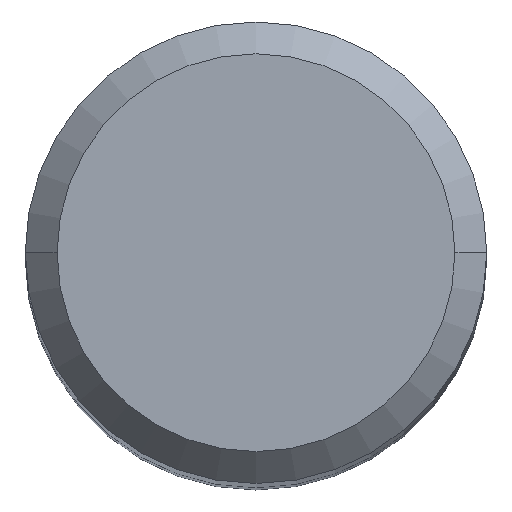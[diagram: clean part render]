
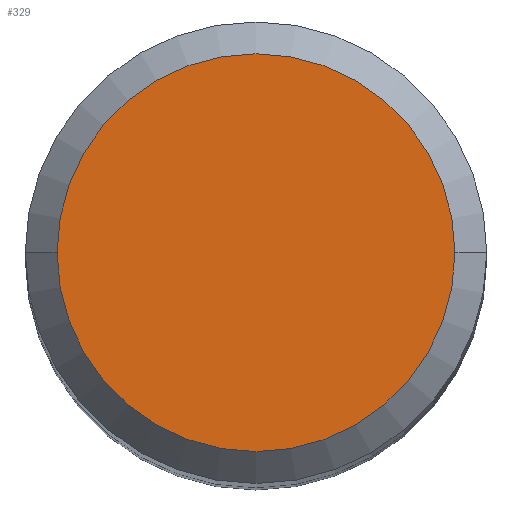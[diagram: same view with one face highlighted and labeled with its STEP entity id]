
A CAD part, top view. The second image highlights one B-rep face of the part: STEP entity #329.
In plain terms, the highlighted planar face has unit normal (0, 0, 1).
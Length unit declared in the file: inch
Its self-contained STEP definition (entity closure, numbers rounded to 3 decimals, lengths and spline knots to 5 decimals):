
#21 = ORIENTED_EDGE ( 'NONE', *, *, #331, .T. ) ;
#37 = PLANE ( 'NONE',  #91 ) ;
#45 = EDGE_LOOP ( 'NONE', ( #21, #354 ) ) ;
#61 = CARTESIAN_POINT ( 'NONE',  ( -0.19515, 0., 0. ) ) ;
#91 = AXIS2_PLACEMENT_3D ( 'NONE', #366, #148, #121 ) ;
#121 = DIRECTION ( 'NONE',  ( -1., 0., 0. ) ) ;
#148 = DIRECTION ( 'NONE',  ( 0., 0., -1. ) ) ;
#181 = VERTEX_POINT ( 'NONE', #268 ) ;
#182 = CIRCLE ( 'NONE', #386, 0.19515 ) ;
#213 = CARTESIAN_POINT ( 'NONE',  ( 0., 0., 0. ) ) ;
#232 = VERTEX_POINT ( 'NONE', #61 ) ;
#243 = DIRECTION ( 'NONE',  ( 1., 0., 0. ) ) ;
#244 = DIRECTION ( 'NONE',  ( 1., 0., 0. ) ) ;
#268 = CARTESIAN_POINT ( 'NONE',  ( 0.19515, 0., 0. ) ) ;
#309 = DIRECTION ( 'NONE',  ( 0., 0., 1. ) ) ;
#319 = AXIS2_PLACEMENT_3D ( 'NONE', #213, #370, #244 ) ;
#320 = FACE_OUTER_BOUND ( 'NONE', #45, .T. ) ;
#329 = ADVANCED_FACE ( 'NONE', ( #320 ), #37, .F. ) ;
#331 = EDGE_CURVE ( 'NONE', #232, #181, #182, .T. ) ;
#334 = CIRCLE ( 'NONE', #319, 0.19515 ) ;
#354 = ORIENTED_EDGE ( 'NONE', *, *, #355, .T. ) ;
#355 = EDGE_CURVE ( 'NONE', #181, #232, #334, .T. ) ;
#366 = CARTESIAN_POINT ( 'NONE',  ( 0., 0., 0. ) ) ;
#370 = DIRECTION ( 'NONE',  ( 0., 0., 1. ) ) ;
#386 = AXIS2_PLACEMENT_3D ( 'NONE', #390, #309, #243 ) ;
#390 = CARTESIAN_POINT ( 'NONE',  ( 0., 0., 0. ) ) ;
